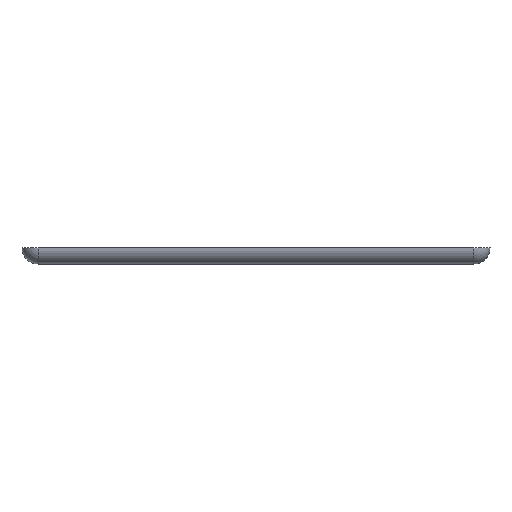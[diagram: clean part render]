
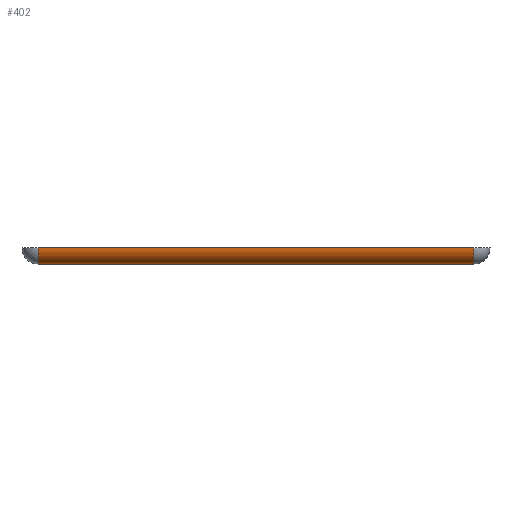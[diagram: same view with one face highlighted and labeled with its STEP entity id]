
A CAD part, front view. The second image highlights one B-rep face of the part: STEP entity #402.
In plain terms, the highlighted cylindrical face has radius 2 mm (diameter 4 mm), a partial arc.
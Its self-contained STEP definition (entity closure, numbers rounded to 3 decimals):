
#27 = DIRECTION ( 'NONE',  ( 0., 0., 1. ) ) ;
#34 = CARTESIAN_POINT ( 'NONE',  ( 56., 2., 2. ) ) ;
#73 = DIRECTION ( 'NONE',  ( -1., 0., 0. ) ) ;
#92 = LINE ( 'NONE', #871, #515 ) ;
#98 = CARTESIAN_POINT ( 'NONE',  ( 0., 2., 2. ) ) ;
#123 = EDGE_CURVE ( 'NONE', #517, #728, #92, .T. ) ;
#197 = ORIENTED_EDGE ( 'NONE', *, *, #911, .F. ) ;
#299 = DIRECTION ( 'NONE',  ( 0., 0., 1. ) ) ;
#316 = DIRECTION ( 'NONE',  ( 1., 0., 0. ) ) ;
#345 = FACE_OUTER_BOUND ( 'NONE', #631, .T. ) ;
#347 = AXIS2_PLACEMENT_3D ( 'NONE', #34, #652, #589 ) ;
#362 = CARTESIAN_POINT ( 'NONE',  ( 2., 0., 2. ) ) ;
#380 = CARTESIAN_POINT ( 'NONE',  ( 2., 2., 2. ) ) ;
#402 = ADVANCED_FACE ( 'NONE', ( #345 ), #736, .T. ) ;
#439 = CARTESIAN_POINT ( 'NONE',  ( 2., 2., 0. ) ) ;
#457 = DIRECTION ( 'NONE',  ( 1., 0., 0. ) ) ;
#476 = ORIENTED_EDGE ( 'NONE', *, *, #752, .F. ) ;
#487 = VERTEX_POINT ( 'NONE', #439 ) ;
#496 = ORIENTED_EDGE ( 'NONE', *, *, #123, .F. ) ;
#515 = VECTOR ( 'NONE', #316, 1000. ) ;
#517 = VERTEX_POINT ( 'NONE', #362 ) ;
#521 = DIRECTION ( 'NONE',  ( -1., 0., 0. ) ) ;
#527 = VECTOR ( 'NONE', #73, 1000. ) ;
#529 = CIRCLE ( 'NONE', #885, 2. ) ;
#548 = CARTESIAN_POINT ( 'NONE',  ( 0., 2., 0. ) ) ;
#585 = EDGE_CURVE ( 'NONE', #517, #487, #529, .T. ) ;
#589 = DIRECTION ( 'NONE',  ( 0., 0., -1. ) ) ;
#631 = EDGE_LOOP ( 'NONE', ( #709, #476, #197, #496 ) ) ;
#652 = DIRECTION ( 'NONE',  ( 1., 0., 0. ) ) ;
#709 = ORIENTED_EDGE ( 'NONE', *, *, #585, .T. ) ;
#711 = CARTESIAN_POINT ( 'NONE',  ( 56., 2., 0. ) ) ;
#728 = VERTEX_POINT ( 'NONE', #895 ) ;
#736 = CYLINDRICAL_SURFACE ( 'NONE', #855, 2. ) ;
#752 = EDGE_CURVE ( 'NONE', #840, #487, #873, .T. ) ;
#816 = CIRCLE ( 'NONE', #347, 2. ) ;
#840 = VERTEX_POINT ( 'NONE', #711 ) ;
#855 = AXIS2_PLACEMENT_3D ( 'NONE', #98, #521, #299 ) ;
#871 = CARTESIAN_POINT ( 'NONE',  ( 58., 0., 2. ) ) ;
#873 = LINE ( 'NONE', #548, #527 ) ;
#885 = AXIS2_PLACEMENT_3D ( 'NONE', #380, #457, #27 ) ;
#895 = CARTESIAN_POINT ( 'NONE',  ( 56., 0., 2. ) ) ;
#911 = EDGE_CURVE ( 'NONE', #728, #840, #816, .T. ) ;
